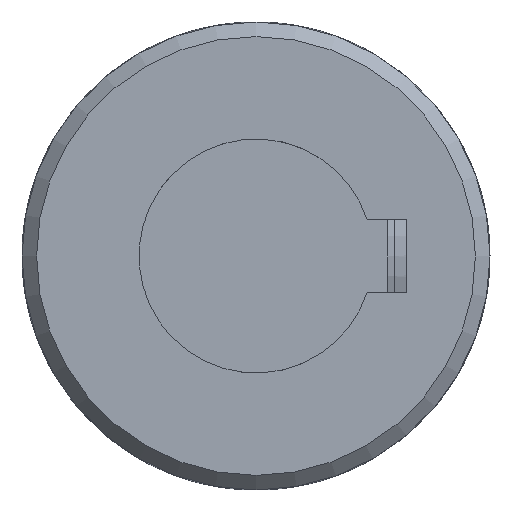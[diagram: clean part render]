
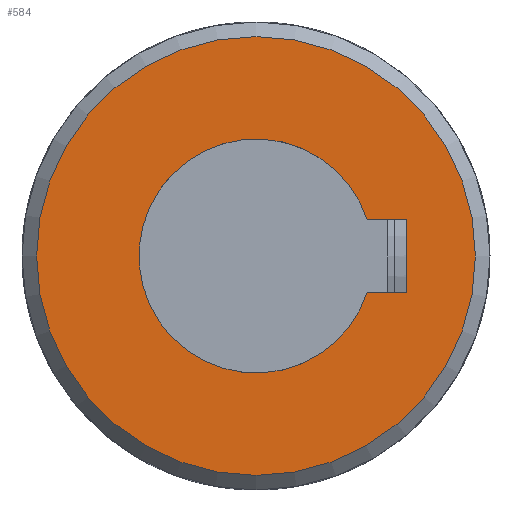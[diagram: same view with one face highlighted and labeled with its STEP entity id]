
A CAD part, left-side view. The second image highlights one B-rep face of the part: STEP entity #584.
In plain terms, the highlighted planar face has unit normal (-1, 0, 0).
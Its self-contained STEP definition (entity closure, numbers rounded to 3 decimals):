
#584 = ADVANCED_FACE( '', ( #1167, #1168 ), #1169, .T. );
#1167 = FACE_BOUND( '', #1749, .T. );
#1168 = FACE_OUTER_BOUND( '', #1750, .T. );
#1169 = PLANE( '', #1751 );
#1749 = EDGE_LOOP( '', ( #3126, #3127, #3128, #3129 ) );
#1750 = EDGE_LOOP( '', ( #3130 ) );
#1751 = AXIS2_PLACEMENT_3D( '', #3131, #3132, #3133 );
#3126 = ORIENTED_EDGE( '', *, *, #3788, .T. );
#3127 = ORIENTED_EDGE( '', *, *, #3901, .T. );
#3128 = ORIENTED_EDGE( '', *, *, #3902, .T. );
#3129 = ORIENTED_EDGE( '', *, *, #3863, .T. );
#3130 = ORIENTED_EDGE( '', *, *, #3595, .F. );
#3131 = CARTESIAN_POINT( '', ( 0., 15., 0. ) );
#3132 = DIRECTION( '', ( -1., 0., 0. ) );
#3133 = DIRECTION( '', ( 0., 0., 1. ) );
#3595 = EDGE_CURVE( '', #4343, #4343, #4344, .T. );
#3788 = EDGE_CURVE( '', #4628, #4626, #4629, .T. );
#3863 = EDGE_CURVE( '', #4724, #4628, #4725, .T. );
#3901 = EDGE_CURVE( '', #4626, #4765, #4766, .T. );
#3902 = EDGE_CURVE( '', #4765, #4724, #4767, .T. );
#4343 = VERTEX_POINT( '', #5913 );
#4344 = CIRCLE( '', #5914, 15. );
#4626 = VERTEX_POINT( '', #6578 );
#4628 = VERTEX_POINT( '', #6581 );
#4629 = LINE( '', #6582, #6583 );
#4724 = VERTEX_POINT( '', #6836 );
#4725 = LINE( '', #6837, #6838 );
#4765 = VERTEX_POINT( '', #6889 );
#4766 = CIRCLE( '', #6890, 8. );
#4767 = LINE( '', #6891, #6892 );
#5913 = CARTESIAN_POINT( '', ( 0., 0., -15. ) );
#5914 = AXIS2_PLACEMENT_3D( '', #7255, #7256, #7257 );
#6578 = CARTESIAN_POINT( '', ( 0., 2.5, -7.599 ) );
#6581 = CARTESIAN_POINT( '', ( 0., 2.5, -10.3 ) );
#6582 = CARTESIAN_POINT( '', ( 0., 2.5, -10.3 ) );
#6583 = VECTOR( '', #7517, 1000. );
#6836 = CARTESIAN_POINT( '', ( 0., -2.5, -10.3 ) );
#6837 = CARTESIAN_POINT( '', ( 0., -2.5, -10.3 ) );
#6838 = VECTOR( '', #7601, 1000. );
#6889 = CARTESIAN_POINT( '', ( 0., -2.5, -7.599 ) );
#6890 = AXIS2_PLACEMENT_3D( '', #7619, #7620, #7621 );
#6891 = CARTESIAN_POINT( '', ( 0., -2.5, 0. ) );
#6892 = VECTOR( '', #7622, 1000. );
#7255 = CARTESIAN_POINT( '', ( 0., 0., 0. ) );
#7256 = DIRECTION( '', ( 1., 0., 0. ) );
#7257 = DIRECTION( '', ( 0., 0., -1. ) );
#7517 = DIRECTION( '', ( 0., 0., 1. ) );
#7601 = DIRECTION( '', ( 0., 1., 0. ) );
#7619 = CARTESIAN_POINT( '', ( 0., 0., 0. ) );
#7620 = DIRECTION( '', ( 1., 0., 0. ) );
#7621 = DIRECTION( '', ( 0., 0., -1. ) );
#7622 = DIRECTION( '', ( 0., 0., -1. ) );
